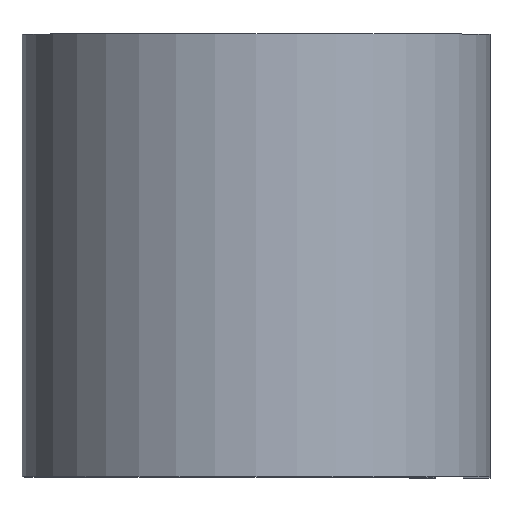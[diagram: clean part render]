
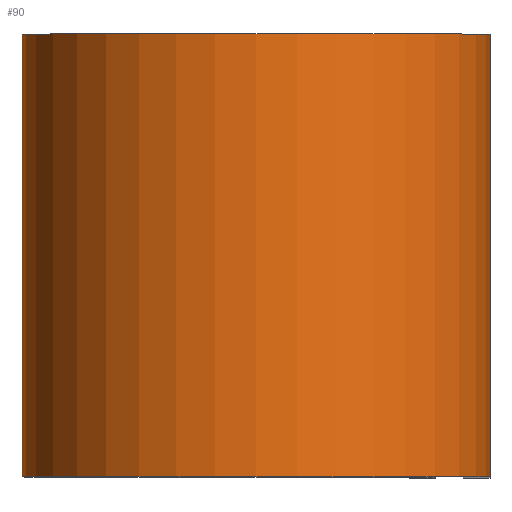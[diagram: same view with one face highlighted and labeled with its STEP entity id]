
A CAD part, top view. The second image highlights one B-rep face of the part: STEP entity #90.
In plain terms, the highlighted cylindrical face has radius 13.424 mm (diameter 26.848 mm), a partial arc.
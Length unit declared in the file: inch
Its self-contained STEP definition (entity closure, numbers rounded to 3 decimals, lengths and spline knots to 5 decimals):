
#5 = CIRCLE ( 'NONE', #186, 0.5285 ) ;
#32 = FACE_OUTER_BOUND ( 'NONE', #463, .T. ) ;
#34 = LINE ( 'NONE', #498, #199 ) ;
#40 = CARTESIAN_POINT ( 'NONE',  ( 0.5285, -0.5, 0. ) ) ;
#43 = CIRCLE ( 'NONE', #519, 0.5285 ) ;
#60 = EDGE_CURVE ( 'NONE', #180, #296, #34, .T. ) ;
#66 = ORIENTED_EDGE ( 'NONE', *, *, #214, .T. ) ;
#90 = ADVANCED_FACE ( 'NONE', ( #32 ), #482, .T. ) ;
#119 = CARTESIAN_POINT ( 'NONE',  ( 0.5285, 0.5, 0. ) ) ;
#120 = AXIS2_PLACEMENT_3D ( 'NONE', #501, #635, #223 ) ;
#153 = DIRECTION ( 'NONE',  ( 0., 1., 0. ) ) ;
#159 = EDGE_CURVE ( 'NONE', #258, #296, #5, .T. ) ;
#173 = CARTESIAN_POINT ( 'NONE',  ( 0., 0.5, -0.5285 ) ) ;
#180 = VERTEX_POINT ( 'NONE', #119 ) ;
#186 = AXIS2_PLACEMENT_3D ( 'NONE', #221, #503, #553 ) ;
#199 = VECTOR ( 'NONE', #496, 39.37008 ) ;
#214 = EDGE_CURVE ( 'NONE', #279, #258, #500, .T. ) ;
#221 = CARTESIAN_POINT ( 'NONE',  ( 0., -0.5, 0. ) ) ;
#223 = DIRECTION ( 'NONE',  ( 0., 0., -1. ) ) ;
#243 = ORIENTED_EDGE ( 'NONE', *, *, #60, .F. ) ;
#258 = VERTEX_POINT ( 'NONE', #595 ) ;
#279 = VERTEX_POINT ( 'NONE', #173 ) ;
#296 = VERTEX_POINT ( 'NONE', #40 ) ;
#318 = DIRECTION ( 'NONE',  ( 1., 0., 0. ) ) ;
#397 = VECTOR ( 'NONE', #605, 39.37008 ) ;
#463 = EDGE_LOOP ( 'NONE', ( #576, #243, #577, #66 ) ) ;
#479 = EDGE_CURVE ( 'NONE', #279, #180, #43, .T. ) ;
#482 = CYLINDRICAL_SURFACE ( 'NONE', #120, 0.5285 ) ;
#496 = DIRECTION ( 'NONE',  ( 0., -1., 0. ) ) ;
#498 = CARTESIAN_POINT ( 'NONE',  ( 0.5285, 0.5, 0. ) ) ;
#500 = LINE ( 'NONE', #520, #397 ) ;
#501 = CARTESIAN_POINT ( 'NONE',  ( 0., 0.5, 0. ) ) ;
#503 = DIRECTION ( 'NONE',  ( 0., 1., 0. ) ) ;
#519 = AXIS2_PLACEMENT_3D ( 'NONE', #524, #153, #318 ) ;
#520 = CARTESIAN_POINT ( 'NONE',  ( 0., 0.5, -0.5285 ) ) ;
#524 = CARTESIAN_POINT ( 'NONE',  ( 0., 0.5, 0. ) ) ;
#553 = DIRECTION ( 'NONE',  ( 1., 0., 0. ) ) ;
#576 = ORIENTED_EDGE ( 'NONE', *, *, #159, .T. ) ;
#577 = ORIENTED_EDGE ( 'NONE', *, *, #479, .F. ) ;
#595 = CARTESIAN_POINT ( 'NONE',  ( 0., -0.5, -0.5285 ) ) ;
#605 = DIRECTION ( 'NONE',  ( 0., -1., 0. ) ) ;
#635 = DIRECTION ( 'NONE',  ( 0., -1., 0. ) ) ;
